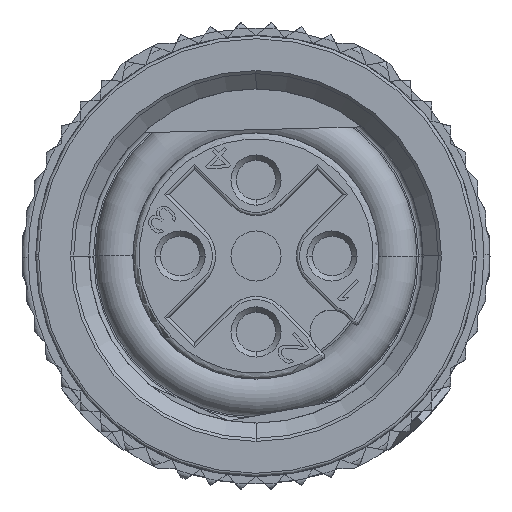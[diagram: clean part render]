
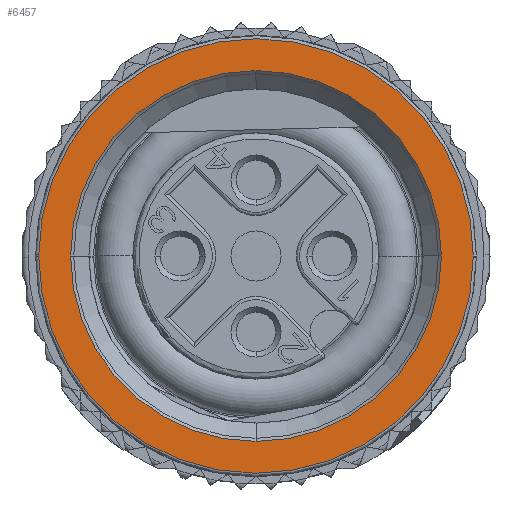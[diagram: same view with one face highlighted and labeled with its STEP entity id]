
A CAD part, front view. The second image highlights one B-rep face of the part: STEP entity #6457.
In plain terms, the highlighted planar face has unit normal (0, -1, 0).
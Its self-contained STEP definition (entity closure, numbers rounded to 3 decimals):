
#6457=ADVANCED_FACE('',(#13056,#13057),#13058,.T.);
#13056=FACE_OUTER_BOUND('',#35349,.T.);
#13057=FACE_BOUND('',#35350,.T.);
#13058=PLANE('',#35351);
#35349=EDGE_LOOP('',(#59815,#59816,#59817,#59818));
#35350=EDGE_LOOP('',(#59819,#59820,#59821,#59822));
#35351=AXIS2_PLACEMENT_3D('',#59823,#59824,#59825);
#59815=ORIENTED_EDGE('',*,*,#68324,.F.);
#59816=ORIENTED_EDGE('',*,*,#66723,.F.);
#59817=ORIENTED_EDGE('',*,*,#68322,.F.);
#59818=ORIENTED_EDGE('',*,*,#66728,.F.);
#59819=ORIENTED_EDGE('',*,*,#68332,.F.);
#59820=ORIENTED_EDGE('',*,*,#66706,.F.);
#59821=ORIENTED_EDGE('',*,*,#66713,.F.);
#59822=ORIENTED_EDGE('',*,*,#68333,.F.);
#59823=CARTESIAN_POINT('',(0.0,-12.4,0.0));
#59824=DIRECTION('',(0.0,-1.0,0.0));
#59825=DIRECTION('',(1.0,0.0,0.0));
#66706=EDGE_CURVE('',#77168,#77166,#77170,.T.);
#66713=EDGE_CURVE('',#77178,#77168,#77180,.T.);
#66723=EDGE_CURVE('',#77196,#77192,#77198,.T.);
#66728=EDGE_CURVE('',#77205,#77201,#77207,.T.);
#68322=EDGE_CURVE('',#77201,#77196,#79497,.T.);
#68324=EDGE_CURVE('',#77192,#77205,#79499,.T.);
#68332=EDGE_CURVE('',#77166,#79508,#79509,.T.);
#68333=EDGE_CURVE('',#79508,#77178,#79510,.T.);
#77166=VERTEX_POINT('',#98130);
#77168=VERTEX_POINT('',#98133);
#77170=CIRCLE('',#98136,6.1);
#77178=VERTEX_POINT('',#98145);
#77180=CIRCLE('',#98148,6.1);
#77192=VERTEX_POINT('',#98160);
#77196=VERTEX_POINT('',#98164);
#77198=CIRCLE('',#98166,7.15);
#77201=VERTEX_POINT('',#98169);
#77205=VERTEX_POINT('',#98173);
#77207=CIRCLE('',#98175,7.15);
#79497=CIRCLE('',#103374,7.15);
#79499=CIRCLE('',#103376,7.15);
#79508=VERTEX_POINT('',#103387);
#79509=CIRCLE('',#103388,6.1);
#79510=CIRCLE('',#103389,6.1);
#98130=CARTESIAN_POINT('',(0.0,-12.4,6.1));
#98133=CARTESIAN_POINT('',(6.1,-12.4,0.0));
#98136=AXIS2_PLACEMENT_3D('',#113465,#113466,#113467);
#98145=CARTESIAN_POINT('',(0.0,-12.4,-6.1));
#98148=AXIS2_PLACEMENT_3D('',#113476,#113477,#113478);
#98160=CARTESIAN_POINT('',(-7.15,-12.4,0.052));
#98164=CARTESIAN_POINT('',(-7.15,-12.4,0.0));
#98166=AXIS2_PLACEMENT_3D('',#113500,#113501,#113502);
#98169=CARTESIAN_POINT('',(7.15,-12.4,-0.052));
#98173=CARTESIAN_POINT('',(7.15,-12.4,0.0));
#98175=AXIS2_PLACEMENT_3D('',#113512,#113513,#113514);
#103374=AXIS2_PLACEMENT_3D('',#115413,#115414,#115415);
#103376=AXIS2_PLACEMENT_3D('',#115416,#115417,#115418);
#103387=CARTESIAN_POINT('',(-6.1,-12.4,0.0));
#103388=AXIS2_PLACEMENT_3D('',#115427,#115428,#115429);
#103389=AXIS2_PLACEMENT_3D('',#115430,#115431,#115432);
#113465=CARTESIAN_POINT('',(0.0,-12.4,0.0));
#113466=DIRECTION('',(0.0,-1.0,0.0));
#113467=DIRECTION('',(1.0,0.0,0.0));
#113476=CARTESIAN_POINT('',(0.0,-12.4,0.0));
#113477=DIRECTION('',(0.0,-1.0,0.0));
#113478=DIRECTION('',(0.0,0.0,-1.0));
#113500=CARTESIAN_POINT('',(0.0,-12.4,0.0));
#113501=DIRECTION('',(0.0,1.0,0.0));
#113502=DIRECTION('',(-1.0,0.0,0.0));
#113512=CARTESIAN_POINT('',(0.0,-12.4,0.0));
#113513=DIRECTION('',(-0.0,1.0,0.0));
#113514=DIRECTION('',(1.0,0.0,0.0));
#115413=CARTESIAN_POINT('',(0.0,-12.4,0.0));
#115414=DIRECTION('',(0.0,1.0,0.0));
#115415=DIRECTION('',(1.,0.0,-0.007));
#115416=CARTESIAN_POINT('',(0.0,-12.4,0.0));
#115417=DIRECTION('',(0.0,1.0,0.0));
#115418=DIRECTION('',(-1.,0.0,0.007));
#115427=CARTESIAN_POINT('',(0.0,-12.4,0.0));
#115428=DIRECTION('',(0.0,-1.0,0.0));
#115429=DIRECTION('',(0.0,0.0,1.0));
#115430=CARTESIAN_POINT('',(0.0,-12.4,0.0));
#115431=DIRECTION('',(0.0,-1.0,0.0));
#115432=DIRECTION('',(-1.0,0.0,0.0));
